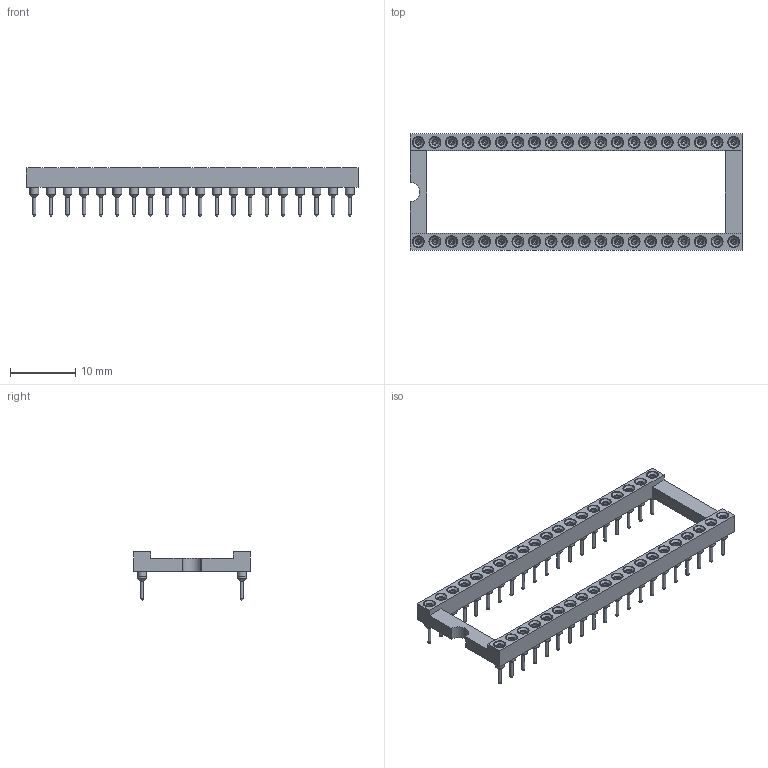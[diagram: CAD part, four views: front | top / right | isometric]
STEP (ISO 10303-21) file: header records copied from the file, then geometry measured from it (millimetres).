
FILE_DESCRIPTION(('STEP AP214'), '1');
FILE_NAME('SCxM', '', ('UNSPECIFIED'), ('UNSPECIFIED'), 'ASCON STEP Converter 1.6', 'ASCON Math Kernel', '');
FILE_SCHEMA(('AUTOMOTIVE_DESIGN { 1 0 10303 214 3 1 1}'));
Length unit declared in the file: millimetre
Products named in the file (1): SCLM
Bounding box: 50.8 x 17.78 x 7.4 mm (x, y, z)
Volume: 875.1 mm3; surface area: 3787.2 mm2
Topology: 81 solids, 81 shells, 1615 faces, 3562 edges, 2068 vertices
Faces by surface type: plane 774, cone 480, cylinder 321, sphere 40
Full cylindrical faces by diameter (mm): 0.48 x40, 0.8 x40, 1 x80, 1.32 x80, 1.83 x80
Entity records: 60082 total; most frequent: CARTESIAN_POINT 13606, DIRECTION 7196, ORIENTED_EDGE 5924, AXIS2_PLACEMENT_3D 3258, EDGE_CURVE 2962, EDGE_LOOP 2256, VERTEX_POINT 1988, COLOUR_RGB 1696
